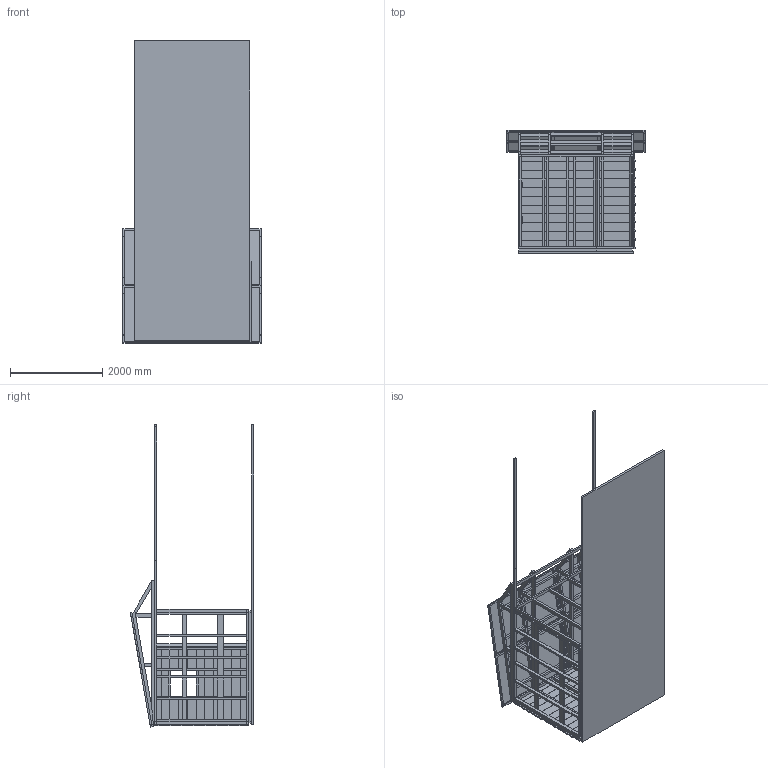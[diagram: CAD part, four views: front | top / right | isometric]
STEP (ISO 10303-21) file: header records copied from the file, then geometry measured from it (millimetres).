
FILE_DESCRIPTION(/* description */ (''),/* implementation_level */ '2;1');
FILE_NAME(/* name */ '85ba420c-801c-4788-9104-c19af70635fe.stp',/* time_stamp */ '2016-06-12T13:06:15+02:00',/* author */ (''),/* organization */ (''),/* preprocessor_version */ 'ST-DEVELOPER v16.5',/* originating_system */ 'Autodesk Translation Framework v5.0.0.3310',/* authorisation */ '');
FILE_SCHEMA (('AUTOMOTIVE_DESIGN { 1 0 10303 214 3 1 1 }'));
Length unit declared in the file: centimetre
Products named in the file (43): Tuinschuur v17; Vloer; dorpel rechts; dorpel voor; dorpel links; dorpel rechts achter; rw onder; vw onder; lw onder; aw onder rechts; rw staander 1; vw staander 1; aw rechts staander 1; aw links staander 1; lw staander 1; rw ligger; aw ligger; vw ligger; lw ligger; dorpel deur; deur ligger; deur staander links; deur staander rechts; deur ligger (1); aw verband; aw verband 2; ok ligger voor; ok ligger achter; dak schuine ligger lang; dak schuine ligger kort; dak staander lang; dak ligger onder; dak staander kort; dak schoor midden; zwevende dak ligger; dak schoor kort; sf145; rw rabat; vw raamkozijn ligger; vw rabat ...
Assembly tree (120 placements, depth 2):
  Tuinschuur v17
    Vloer
    dorpel rechts
    dorpel voor
    dorpel links
    dorpel rechts achter
    rw onder
    vw onder
    lw onder
    aw onder rechts
    rw staander 1  x5
    vw staander 1  x4
    aw rechts staander 1  x3
    aw links staander 1  x3
    lw staander 1  x4
    rw ligger
    aw ligger
    vw ligger
    lw ligger
    dorpel deur
    deur ligger
    deur staander links
    deur staander rechts
    deur ligger (1)
    aw verband
    aw verband 2
    ok ligger voor
    ok ligger achter
    dak ligger onder  x6
    dak staander lang  x6
    dak schuine ligger lang  x5
    dak schuine ligger kort  x6
    dak staander kort  x6
    dak schoor midden  x4
    dak schoor kort  x8
    zwevende dak ligger
    sf145  x6
    rw rabat  x11
    vw raamkozijn ligger  x2
    vw rabat  x8
    vw rabat kozijn rechts  x3
    vw rabat kozijn links  x3
    Component53  x4
Bounding box: 2995 x 2674.04 x 6556.29 mm (x, y, z)
Volume: 1352303340.9 mm3; surface area: 99083503.5 mm2
Topology: 115 solids, 115 shells, 798 faces, 1668 edges, 1112 vertices
Faces by surface type: plane 774, cylinder 24
Full cylindrical faces by diameter (mm): 8 x24
Entity records: 8435 total; most frequent: DIRECTION 1418, CARTESIAN_POINT 1347, ORIENTED_EDGE 1096, EDGE_CURVE 548, LINE 540, VECTOR 540, AXIS2_PLACEMENT_3D 439, VERTEX_POINT 368
